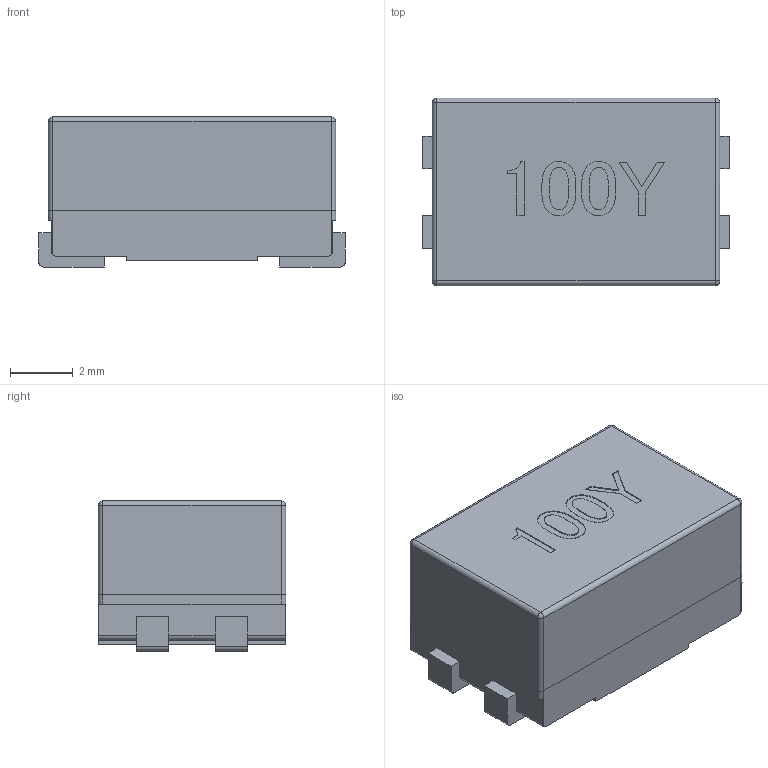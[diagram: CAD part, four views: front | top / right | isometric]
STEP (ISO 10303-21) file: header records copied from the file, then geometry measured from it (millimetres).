
FILE_DESCRIPTION (( 'STEP AP214' ), '1' );
FILE_NAME ('SRF0905A (1).STEP', '2024-04-18T10:07:58', ( '' ), ( '' ), 'SwSTEP 2.0', 'SolidWorks 2024', '' );
FILE_SCHEMA (( 'AUTOMOTIVE_DESIGN' ));
Length unit declared in the file: millimetre
Products named in the file (7): 0_3; SRF0905A (1); 0_1; 0; 0_2; 0_5; 0_4
Assembly tree (6 placements, depth 2):
  SRF0905A (1)
    0_4
    0_5
    0
    0_2
    0_3
    0_1
Bounding box: 9.8 x 6 x 4.8 mm (x, y, z)
Volume: 157.7 mm3; surface area: 457.6 mm2
Topology: 6 solids, 6 shells, 160 faces, 411 edges, 269 vertices
Faces by surface type: plane 100, bspline 36, cylinder 22, sphere 2
Entity records: 5176 total; most frequent: CARTESIAN_POINT 1295, ORIENTED_EDGE 816, DIRECTION 646, EDGE_CURVE 408, VECTOR 292, LINE 292, VERTEX_POINT 268, AXIS2_PLACEMENT_3D 177
